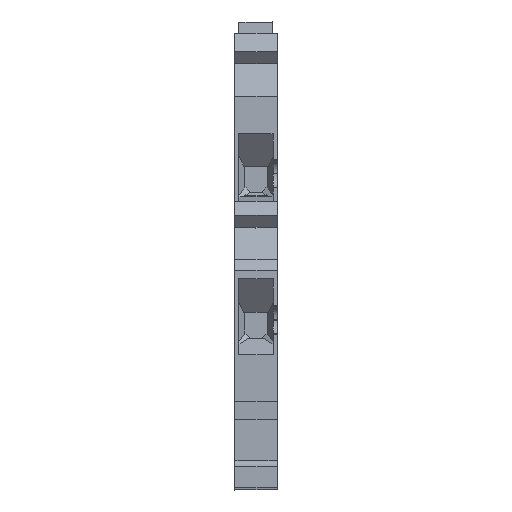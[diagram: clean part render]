
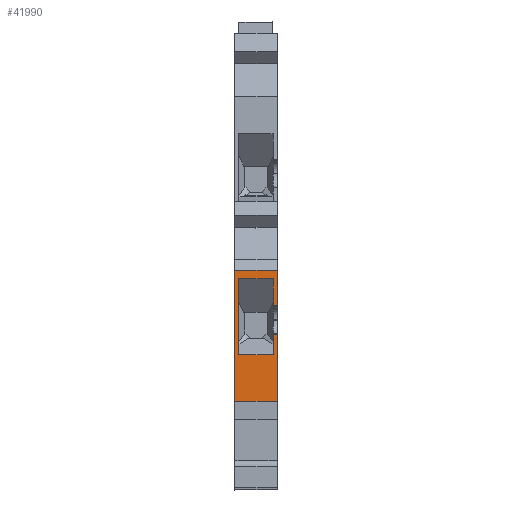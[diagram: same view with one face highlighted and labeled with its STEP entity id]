
A CAD part, front view. The second image highlights one B-rep face of the part: STEP entity #41990.
In plain terms, the highlighted face is planar.
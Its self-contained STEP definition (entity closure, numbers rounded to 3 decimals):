
#4760=CARTESIAN_POINT('',(1.934,-4.884,
-5.76));
#4770=VERTEX_POINT('',#4760);
#4800=CARTESIAN_POINT('',(1.334,0.,
-5.76));
#4810=DIRECTION('',(-0.122,0.993,
0.));
#4820=VECTOR('',#4810,1.);
#4830=LINE('',#4800,#4820);
#4840=CARTESIAN_POINT('',(4.253,-23.777,
-5.76));
#4850=VERTEX_POINT('',#4840);
#4860=EDGE_CURVE('',#4850,#4770,#4830,.T.);
#22690=CARTESIAN_POINT('',(4.253,-23.777,
0.39));
#22700=VERTEX_POINT('',#22690);
#22730=CARTESIAN_POINT('',(4.253,-23.777,
0.39));
#22740=DIRECTION('',(-0.122,0.993,
0.));
#22750=VECTOR('',#22740,1.);
#22760=LINE('',#22730,#22750);
#22770=CARTESIAN_POINT('',(3.069,-14.135,
0.39));
#22780=VERTEX_POINT('',#22770);
#22790=EDGE_CURVE('',#22700,#22780,#22760,.T.);
#23190=CARTESIAN_POINT('',(2.561,-9.994,
0.39));
#23200=VERTEX_POINT('',#23190);
#23230=CARTESIAN_POINT('',(1.934,-4.884,
0.39));
#23240=VERTEX_POINT('',#23230);
#23250=EDGE_CURVE('',#23200,#23240,#22760,.T.);
#41050=CARTESIAN_POINT('',(1.934,-4.884,
0.));
#41060=DIRECTION('',(0.,0.,1.));
#41070=VECTOR('',#41060,1.);
#41080=LINE('',#41050,#41070);
#41090=EDGE_CURVE('',#4770,#23240,#41080,.T.);
#41280=CARTESIAN_POINT('',(2.041,-5.757,
0.39));
#41290=DIRECTION('',(-0.993,-0.122,
0.));
#41300=DIRECTION('',(0.,0.,-1.));
#41310=AXIS2_PLACEMENT_3D('',#41280,#41290,#41300);
#41320=PLANE('',#41310);
#41330=CARTESIAN_POINT('',(2.084,-6.108,
0.));
#41340=DIRECTION('',(0.,0.,-1.));
#41350=VECTOR('',#41340,1.);
#41360=LINE('',#41330,#41350);
#41370=CARTESIAN_POINT('',(2.084,-6.108,
-0.21));
#41380=VERTEX_POINT('',#41370);
#41390=CARTESIAN_POINT('',(2.084,-6.108,
-5.16));
#41400=VERTEX_POINT('',#41390);
#41410=EDGE_CURVE('',#41380,#41400,#41360,.T.);
#41420=ORIENTED_EDGE('',*,*,#41410,.F.);
#41430=CARTESIAN_POINT('',(1.334,0.,
-5.16));
#41440=DIRECTION('',(0.122,-0.993,
0.));
#41450=VECTOR('',#41440,1.);
#41460=LINE('',#41430,#41450);
#41470=CARTESIAN_POINT('',(3.43,-17.075,
-5.16));
#41480=VERTEX_POINT('',#41470);
#41490=EDGE_CURVE('',#41400,#41480,#41460,.T.);
#41500=ORIENTED_EDGE('',*,*,#41490,.F.);
#41510=CARTESIAN_POINT('',(3.43,-17.075,
0.));
#41520=DIRECTION('',(0.,0.,-1.));
#41530=VECTOR('',#41520,1.);
#41540=LINE('',#41510,#41530);
#41550=CARTESIAN_POINT('',(3.43,-17.075,
-0.21));
#41560=VERTEX_POINT('',#41550);
#41570=EDGE_CURVE('',#41560,#41480,#41540,.T.);
#41580=ORIENTED_EDGE('',*,*,#41570,.T.);
#41590=CARTESIAN_POINT('',(1.334,0.,
-0.21));
#41600=DIRECTION('',(-0.122,0.993,
0.));
#41610=VECTOR('',#41600,1.);
#41620=LINE('',#41590,#41610);
#41630=CARTESIAN_POINT('',(3.069,-14.135,
-0.21));
#41640=VERTEX_POINT('',#41630);
#41650=EDGE_CURVE('',#41560,#41640,#41620,.T.);
#41660=ORIENTED_EDGE('',*,*,#41650,.F.);
#41670=CARTESIAN_POINT('',(3.069,-14.135,
0.));
#41680=DIRECTION('',(0.,0.,1.));
#41690=VECTOR('',#41680,1.);
#41700=LINE('',#41670,#41690);
#41710=EDGE_CURVE('',#41640,#22780,#41700,.T.);
#41720=ORIENTED_EDGE('',*,*,#41710,.F.);
#41730=ORIENTED_EDGE('',*,*,#22790,.T.);
#41740=CARTESIAN_POINT('',(4.253,-23.777,
0.));
#41750=DIRECTION('',(0.,0.,1.));
#41760=VECTOR('',#41750,1.);
#41770=LINE('',#41740,#41760);
#41780=EDGE_CURVE('',#4850,#22700,#41770,.T.);
#41790=ORIENTED_EDGE('',*,*,#41780,.T.);
#41800=ORIENTED_EDGE('',*,*,#4860,.F.);
#41810=ORIENTED_EDGE('',*,*,#41090,.F.);
#41820=ORIENTED_EDGE('',*,*,#23250,.T.);
#41830=CARTESIAN_POINT('',(2.561,-9.994,
0.));
#41840=DIRECTION('',(0.,0.,-1.));
#41850=VECTOR('',#41840,1.);
#41860=LINE('',#41830,#41850);
#41870=CARTESIAN_POINT('',(2.561,-9.994,
-0.21));
#41880=VERTEX_POINT('',#41870);
#41890=EDGE_CURVE('',#23200,#41880,#41860,.T.);
#41900=ORIENTED_EDGE('',*,*,#41890,.F.);
#41910=CARTESIAN_POINT('',(1.334,0.,
-0.21));
#41920=DIRECTION('',(-0.122,0.993,
0.));
#41930=VECTOR('',#41920,1.);
#41940=LINE('',#41910,#41930);
#41950=EDGE_CURVE('',#41880,#41380,#41940,.T.);
#41960=ORIENTED_EDGE('',*,*,#41950,.F.);
#41970=EDGE_LOOP('',(#41960,#41900,#41820,#41810,#41800,#41790,#41730,
#41720,#41660,#41580,#41500,#41420));
#41980=FACE_OUTER_BOUND('',#41970,.T.);
#41990=ADVANCED_FACE('',(#41980),#41320,.T.);
